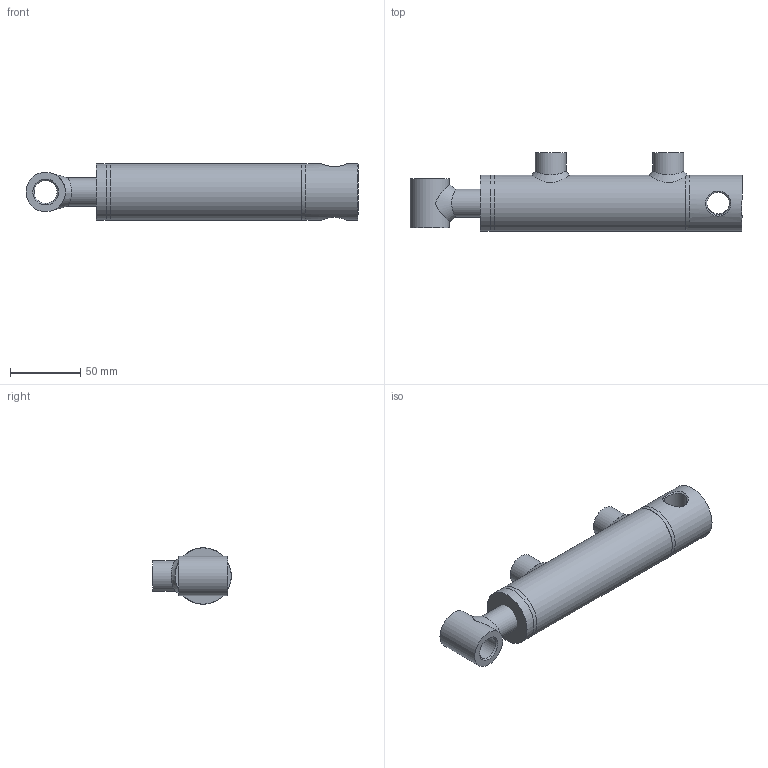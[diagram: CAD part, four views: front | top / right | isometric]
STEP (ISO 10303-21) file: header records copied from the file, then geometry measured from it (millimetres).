
FILE_DESCRIPTION(/* description */ (''),/* implementation_level */ '2;1');
FILE_NAME(/* name */ 'CY0320200050B16G16-1.stp',/* time_stamp */ '2022-05-18T11:34:22+02:00',/* author */ ('msn'),/* organization */ (''),/* preprocessor_version */ 'ST-DEVELOPER v19',/* originating_system */ 'Autodesk Inventor 2023',/* authorisation */ '');
FILE_SCHEMA (('AUTOMOTIVE_DESIGN { 1 0 10303 214 3 1 1 }'));
Length unit declared in the file: millimetre
Products named in the file (8): CY0320200050B16G16-1; CY0320200050B16G16-1_1; endestyk; indskuning; rør Ø40; stok Ø20; svejsebøsning; bøsning
Assembly tree (8 placements, depth 2):
  CY0320200050B16G16-1
    CY0320200050B16G16-1_1
    bøsning  x2
    endestyk
    indskuning
    rør Ø40
    stok Ø20
    svejsebøsning
Bounding box: 236 x 55.84 x 40 mm (x, y, z)
Volume: 188250.3 mm3; surface area: 70062.6 mm2
Topology: 11 solids, 11 shells, 52 faces, 117 edges, 80 vertices
Faces by surface type: cylinder 23, plane 16, cone 8, bspline 5
Full cylindrical faces by diameter (mm): 5 x2, 11.445 x2, 16 x2, 16.2 x1, 20 x2, 22 x4, 28 x1, 32 x1, 40 x5
Entity records: 3454 total; most frequent: CARTESIAN_POINT 2080, DIRECTION 221, ORIENTED_EDGE 216, EDGE_CURVE 108, AXIS2_PLACEMENT_3D 94, VERTEX_POINT 73, EDGE_LOOP 63, FACE_OUTER_BOUND 47
